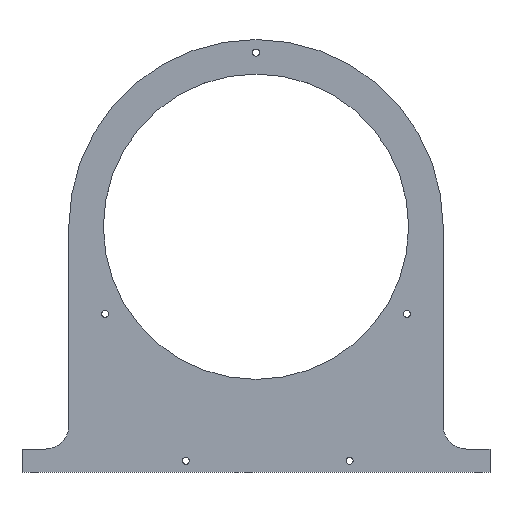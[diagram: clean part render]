
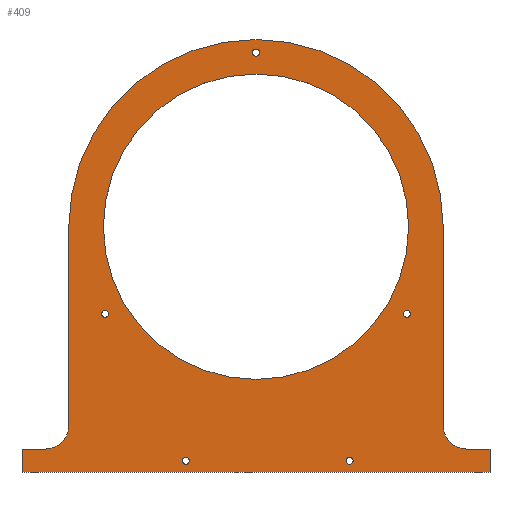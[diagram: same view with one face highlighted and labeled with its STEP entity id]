
A CAD part, top view. The second image highlights one B-rep face of the part: STEP entity #409.
In plain terms, the highlighted planar face has unit normal (0, 0, 1).
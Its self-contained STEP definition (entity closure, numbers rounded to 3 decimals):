
#19=FACE_BOUND('',#83,.T.);
#20=FACE_BOUND('',#84,.T.);
#21=FACE_BOUND('',#85,.T.);
#22=FACE_BOUND('',#86,.T.);
#23=FACE_BOUND('',#87,.T.);
#24=FACE_BOUND('',#88,.T.);
#38=PLANE('',#465);
#58=FACE_OUTER_BOUND('',#82,.T.);
#82=EDGE_LOOP('',(#348,#349,#350,#351,#352,#353,#354,#355,#356,#357));
#83=EDGE_LOOP('',(#358));
#84=EDGE_LOOP('',(#359));
#85=EDGE_LOOP('',(#360));
#86=EDGE_LOOP('',(#361));
#87=EDGE_LOOP('',(#362));
#88=EDGE_LOOP('',(#363));
#106=LINE('',#641,#138);
#110=LINE('',#653,#142);
#113=LINE('',#659,#145);
#116=LINE('',#665,#148);
#119=LINE('',#671,#151);
#122=LINE('',#677,#154);
#126=LINE('',#689,#158);
#138=VECTOR('',#529,10.);
#142=VECTOR('',#541,10.);
#145=VECTOR('',#546,10.);
#148=VECTOR('',#551,10.);
#151=VECTOR('',#556,10.);
#154=VECTOR('',#561,10.);
#158=VECTOR('',#573,10.);
#164=CIRCLE('',#432,1.5);
#166=CIRCLE('',#435,1.5);
#168=CIRCLE('',#438,1.5);
#170=CIRCLE('',#441,65.25);
#172=CIRCLE('',#444,1.5);
#174=CIRCLE('',#447,1.5);
#177=CIRCLE('',#452,10.);
#179=CIRCLE('',#460,10.);
#181=CIRCLE('',#464,80.);
#186=VERTEX_POINT('',#599);
#188=VERTEX_POINT('',#605);
#190=VERTEX_POINT('',#611);
#192=VERTEX_POINT('',#617);
#194=VERTEX_POINT('',#623);
#196=VERTEX_POINT('',#629);
#200=VERTEX_POINT('',#638);
#201=VERTEX_POINT('',#640);
#203=VERTEX_POINT('',#646);
#205=VERTEX_POINT('',#652);
#207=VERTEX_POINT('',#658);
#209=VERTEX_POINT('',#664);
#211=VERTEX_POINT('',#670);
#213=VERTEX_POINT('',#676);
#215=VERTEX_POINT('',#682);
#217=VERTEX_POINT('',#688);
#224=EDGE_CURVE('',#186,#186,#164,.T.);
#227=EDGE_CURVE('',#188,#188,#166,.T.);
#230=EDGE_CURVE('',#190,#190,#168,.T.);
#233=EDGE_CURVE('',#192,#192,#170,.T.);
#236=EDGE_CURVE('',#194,#194,#172,.T.);
#239=EDGE_CURVE('',#196,#196,#174,.T.);
#244=EDGE_CURVE('',#201,#200,#106,.T.);
#247=EDGE_CURVE('',#203,#201,#177,.T.);
#250=EDGE_CURVE('',#205,#203,#110,.T.);
#253=EDGE_CURVE('',#207,#205,#113,.T.);
#256=EDGE_CURVE('',#209,#207,#116,.T.);
#259=EDGE_CURVE('',#211,#209,#119,.T.);
#262=EDGE_CURVE('',#213,#211,#122,.T.);
#265=EDGE_CURVE('',#215,#213,#179,.T.);
#268=EDGE_CURVE('',#217,#215,#126,.T.);
#271=EDGE_CURVE('',#200,#217,#181,.T.);
#348=ORIENTED_EDGE('',*,*,#271,.T.);
#349=ORIENTED_EDGE('',*,*,#268,.T.);
#350=ORIENTED_EDGE('',*,*,#265,.T.);
#351=ORIENTED_EDGE('',*,*,#262,.T.);
#352=ORIENTED_EDGE('',*,*,#259,.T.);
#353=ORIENTED_EDGE('',*,*,#256,.T.);
#354=ORIENTED_EDGE('',*,*,#253,.T.);
#355=ORIENTED_EDGE('',*,*,#250,.T.);
#356=ORIENTED_EDGE('',*,*,#247,.T.);
#357=ORIENTED_EDGE('',*,*,#244,.T.);
#358=ORIENTED_EDGE('',*,*,#239,.T.);
#359=ORIENTED_EDGE('',*,*,#236,.T.);
#360=ORIENTED_EDGE('',*,*,#233,.T.);
#361=ORIENTED_EDGE('',*,*,#230,.T.);
#362=ORIENTED_EDGE('',*,*,#227,.T.);
#363=ORIENTED_EDGE('',*,*,#224,.T.);
#409=ADVANCED_FACE('',(#58,#19,#20,#21,#22,#23,#24),#38,.T.);
#432=AXIS2_PLACEMENT_3D('',#600,#485,#486);
#435=AXIS2_PLACEMENT_3D('',#606,#492,#493);
#438=AXIS2_PLACEMENT_3D('',#612,#499,#500);
#441=AXIS2_PLACEMENT_3D('',#618,#506,#507);
#444=AXIS2_PLACEMENT_3D('',#624,#513,#514);
#447=AXIS2_PLACEMENT_3D('',#630,#520,#521);
#452=AXIS2_PLACEMENT_3D('',#647,#535,#536);
#460=AXIS2_PLACEMENT_3D('',#683,#567,#568);
#464=AXIS2_PLACEMENT_3D('',#693,#579,#580);
#465=AXIS2_PLACEMENT_3D('',#694,#581,#582);
#485=DIRECTION('center_axis',(0.,0.,-1.));
#486=DIRECTION('ref_axis',(1.,0.,0.));
#492=DIRECTION('center_axis',(0.,0.,-1.));
#493=DIRECTION('ref_axis',(1.,0.,0.));
#499=DIRECTION('center_axis',(0.,0.,-1.));
#500=DIRECTION('ref_axis',(1.,0.,0.));
#506=DIRECTION('center_axis',(0.,0.,-1.));
#507=DIRECTION('ref_axis',(1.,0.,0.));
#513=DIRECTION('center_axis',(0.,0.,-1.));
#514=DIRECTION('ref_axis',(1.,0.,0.));
#520=DIRECTION('center_axis',(0.,0.,-1.));
#521=DIRECTION('ref_axis',(1.,0.,0.));
#529=DIRECTION('',(0.,1.,0.));
#535=DIRECTION('center_axis',(0.,0.,-1.));
#536=DIRECTION('ref_axis',(-1.,0.,0.));
#541=DIRECTION('',(-1.,0.,0.));
#546=DIRECTION('',(0.,1.,0.));
#551=DIRECTION('',(1.,0.,0.));
#556=DIRECTION('',(0.,-1.,0.));
#561=DIRECTION('',(-1.,0.,0.));
#567=DIRECTION('center_axis',(0.,0.,-1.));
#568=DIRECTION('ref_axis',(0.,-1.,0.));
#573=DIRECTION('',(0.,-1.,0.));
#579=DIRECTION('center_axis',(0.,0.,1.));
#580=DIRECTION('ref_axis',(1.,0.,0.));
#581=DIRECTION('center_axis',(0.,0.,1.));
#582=DIRECTION('ref_axis',(1.,0.,0.));
#599=CARTESIAN_POINT('',(-65.949,-37.21,10.));
#600=CARTESIAN_POINT('Origin',(-64.449,-37.21,10.));
#605=CARTESIAN_POINT('',(38.5,-100.,10.));
#606=CARTESIAN_POINT('Origin',(40.,-100.,10.));
#611=CARTESIAN_POINT('',(-31.5,-100.,10.));
#612=CARTESIAN_POINT('Origin',(-30.,-100.,10.));
#617=CARTESIAN_POINT('',(-65.25,0.,10.));
#618=CARTESIAN_POINT('Origin',(0.,0.,10.));
#623=CARTESIAN_POINT('',(-1.5,74.419,10.));
#624=CARTESIAN_POINT('Origin',(0.,74.419,10.));
#629=CARTESIAN_POINT('',(62.949,-37.21,10.));
#630=CARTESIAN_POINT('Origin',(64.449,-37.21,10.));
#638=CARTESIAN_POINT('',(80.,0.,10.));
#640=CARTESIAN_POINT('',(80.,-85.,10.));
#641=CARTESIAN_POINT('',(80.,-85.,10.));
#646=CARTESIAN_POINT('',(90.,-95.,10.));
#647=CARTESIAN_POINT('Origin',(90.,-85.,10.));
#652=CARTESIAN_POINT('',(100.,-95.,10.));
#653=CARTESIAN_POINT('',(90.,-95.,10.));
#658=CARTESIAN_POINT('',(100.,-105.,10.));
#659=CARTESIAN_POINT('',(100.,-95.,10.));
#664=CARTESIAN_POINT('',(-100.,-105.,10.));
#665=CARTESIAN_POINT('',(100.,-105.,10.));
#670=CARTESIAN_POINT('',(-100.,-95.,10.));
#671=CARTESIAN_POINT('',(-100.,-105.,10.));
#676=CARTESIAN_POINT('',(-90.,-95.,10.));
#677=CARTESIAN_POINT('',(-100.,-95.,10.));
#682=CARTESIAN_POINT('',(-80.,-85.,10.));
#683=CARTESIAN_POINT('Origin',(-90.,-85.,10.));
#688=CARTESIAN_POINT('',(-80.,0.,10.));
#689=CARTESIAN_POINT('',(-80.,0.,10.));
#693=CARTESIAN_POINT('Origin',(0.,0.,10.));
#694=CARTESIAN_POINT('Origin',(0.,-12.5,10.));
